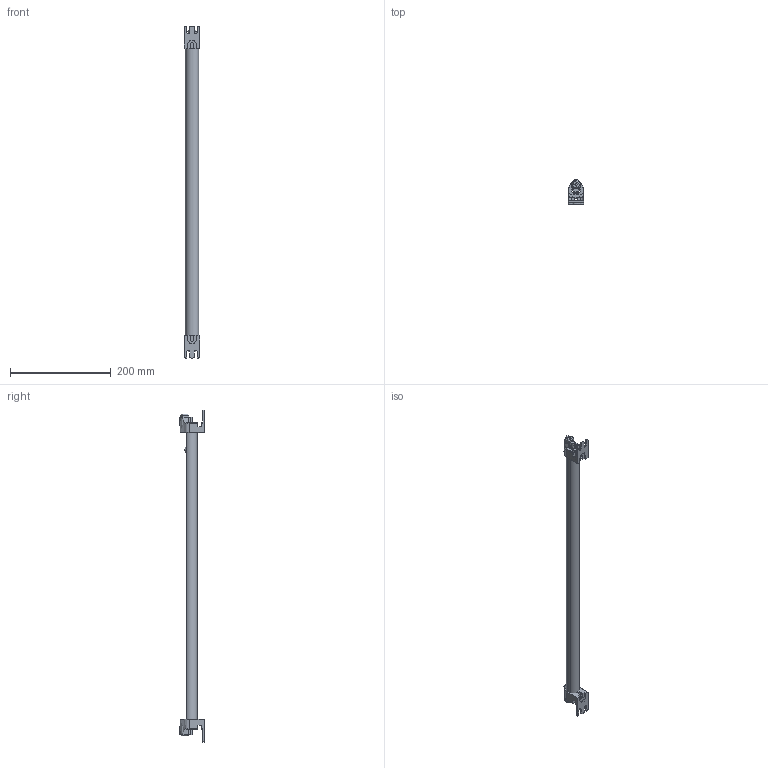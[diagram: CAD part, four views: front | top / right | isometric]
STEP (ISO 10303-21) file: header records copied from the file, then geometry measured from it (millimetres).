
FILE_DESCRIPTION(/* description */ (''),/* implementation_level */ '2;1');
FILE_NAME(/* name */ '01-046-00017-ZSB_LED-10-S-B.stp',/* time_stamp */ '2017-05-30T11:44:45+02:00',/* author */ ('mblecker'),/* organization */ (''),/* preprocessor_version */ 'ST-DEVELOPER v15.6',/* originating_system */ 'Autodesk Inventor 2015',/* authorisation */ '');
FILE_SCHEMA (('CONFIG_CONTROL_DESIGN'));
Products named in the file (9): 01-046-00001_Haltewinkel-Magnet_LED_XX-S; ZSB_LED-Sockel_ohne_Magnet; 01-046-00008_SP-LED10-S; 01-046-00011_Abdeckung_LED10-S; LED-Abdeckung; heyco-1200-1201; Oberteil-151; PD-PIR151; 01-046-00017-ZSB_LED-10-S-B
Assembly tree (9 placements, depth 3):
  01-046-00017-ZSB_LED-10-S-B
    ZSB_LED-Sockel_ohne_Magnet  x2
      01-046-00001_Haltewinkel-Magnet_LED_XX-S
    01-046-00008_SP-LED10-S
    01-046-00011_Abdeckung_LED10-S
    LED-Abdeckung
    heyco-1200-1201
    PD-PIR151
      Oberteil-151
Bounding box: 30 x 49 x 660 mm (x, y, z)
Volume: 116965.9 mm3; surface area: 156773.7 mm2
Topology: 7 solids, 7 shells, 317 faces, 863 edges, 563 vertices
Faces by surface type: plane 159, cylinder 121, torus 19, bspline 12, cone 4, sphere 2
Full cylindrical faces by diameter (mm): 13 x1, 15 x1, 17.5 x2
Entity records: 7167 total; most frequent: CARTESIAN_POINT 1576, DIRECTION 1154, ORIENTED_EDGE 1124, EDGE_CURVE 562, AXIS2_PLACEMENT_3D 398, VERTEX_POINT 371, LINE 358, VECTOR 358
